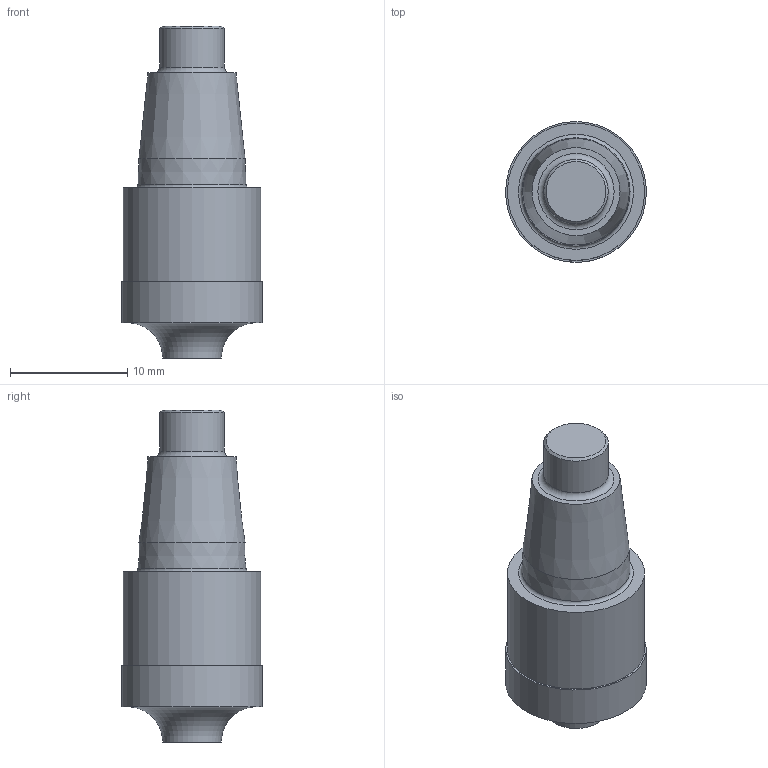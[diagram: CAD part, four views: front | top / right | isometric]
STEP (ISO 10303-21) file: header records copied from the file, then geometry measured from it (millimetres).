
FILE_DESCRIPTION(/* description */ (''),/* implementation_level */ '2;1');
FILE_NAME(/* name */ 'XVK310E12120D1K300Z4_Basic.stp',/* time_stamp */ '2022-07-20T14:38:39+05:00',/* author */ (''),/* organization */ (''),/* preprocessor_version */ 'ST-DEVELOPER v16.7',/* originating_system */ 'SIEMENS PLM Software NX 12.0',/* authorisation */ '');
FILE_SCHEMA (('AUTOMOTIVE_DESIGN { 1 0 10303 214 3 1 1 1 }'));
Length unit declared in the file: millimetre
Products named in the file (1): inco1898A528audj
Bounding box: 11.99 x 11.99 x 28.3 mm (x, y, z)
Volume: 2006.6 mm3; surface area: 1198 mm2
Topology: 2 solids, 2 shells, 16 faces, 24 edges, 16 vertices
Faces by surface type: plane 7, cylinder 3, torus 3, cone 3
Full cylindrical faces by diameter (mm): 5.5 x1, 11.7 x1, 12 x1
Entity records: 403 total; most frequent: DIRECTION 68, CARTESIAN_POINT 68, AXIS2_PLACEMENT_3D 34, EDGE_LOOP 28, ORIENTED_EDGE 28, FACE_BOUND 24, ADVANCED_FACE 16, VERTEX_POINT 14
